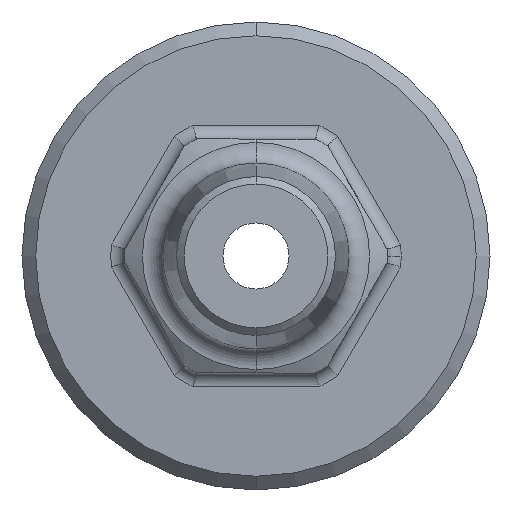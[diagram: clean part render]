
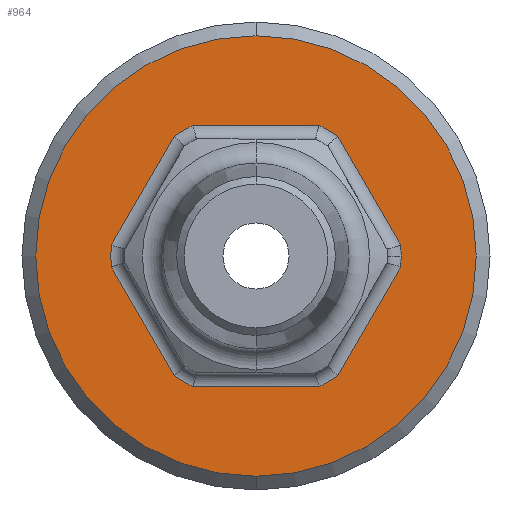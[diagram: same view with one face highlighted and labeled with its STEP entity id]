
A CAD part, front view. The second image highlights one B-rep face of the part: STEP entity #964.
In plain terms, the highlighted planar face has unit normal (0, -1, 0).
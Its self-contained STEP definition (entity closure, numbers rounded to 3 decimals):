
#239 = CARTESIAN_POINT ( 'NONE',  ( 10.539, -6.8, 0. ) ) ;
#257 = DIRECTION ( 'NONE',  ( 0., 0., 1. ) ) ;
#258 = DIRECTION ( 'NONE',  ( 0., 1., 0. ) ) ;
#259 = CARTESIAN_POINT ( 'NONE',  ( 0., -6.8, 0. ) ) ;
#260 = AXIS2_PLACEMENT_3D ( 'NONE', #259, #258, #257 ) ;
#261 = CIRCLE ( 'NONE', #260, 16. ) ;
#262 = CARTESIAN_POINT ( 'NONE',  ( 0., -6.8, 16. ) ) ;
#270 = CARTESIAN_POINT ( 'NONE',  ( 0., -6.8, -16. ) ) ;
#366 = DIRECTION ( 'NONE',  ( 0., 1., 0. ) ) ;
#367 = CARTESIAN_POINT ( 'NONE',  ( 0., -6.8, 0. ) ) ;
#368 = AXIS2_PLACEMENT_3D ( 'NONE', #367, #366, #423 ) ;
#369 = CIRCLE ( 'NONE', #368, 10.539 ) ;
#380 = CARTESIAN_POINT ( 'NONE',  ( 10.509, -6.8, 0.798 ) ) ;
#423 = DIRECTION ( 'NONE',  ( 1., 0., 0. ) ) ;
#754 = DIRECTION ( 'NONE',  ( 0., -1., 0. ) ) ;
#773 = EDGE_CURVE ( 'NONE', #970, #908, #1324, .T. ) ;
#776 = ORIENTED_EDGE ( 'NONE', *, *, #943, .T. ) ;
#777 = ORIENTED_EDGE ( 'NONE', *, *, #2233, .T. ) ;
#778 = ORIENTED_EDGE ( 'NONE', *, *, #952, .T. ) ;
#779 = ORIENTED_EDGE ( 'NONE', *, *, #927, .T. ) ;
#780 = ORIENTED_EDGE ( 'NONE', *, *, #893, .T. ) ;
#781 = ORIENTED_EDGE ( 'NONE', *, *, #907, .T. ) ;
#782 = ORIENTED_EDGE ( 'NONE', *, *, #884, .T. ) ;
#783 = ORIENTED_EDGE ( 'NONE', *, *, #773, .T. ) ;
#882 = VERTEX_POINT ( 'NONE', #1507 ) ;
#884 = EDGE_CURVE ( 'NONE', #2151, #882, #1559, .T. ) ;
#891 = VERTEX_POINT ( 'NONE', #1548 ) ;
#893 = EDGE_CURVE ( 'NONE', #905, #891, #1532, .T. ) ;
#905 = VERTEX_POINT ( 'NONE', #1579 ) ;
#907 = EDGE_CURVE ( 'NONE', #908, #905, #1578, .T. ) ;
#908 = VERTEX_POINT ( 'NONE', #1625 ) ;
#924 = VERTEX_POINT ( 'NONE', #1597 ) ;
#927 = EDGE_CURVE ( 'NONE', #941, #951, #1644, .T. ) ;
#933 = VERTEX_POINT ( 'NONE', #1632 ) ;
#935 = EDGE_CURVE ( 'NONE', #951, #933, #1682, .T. ) ;
#941 = VERTEX_POINT ( 'NONE', #1671 ) ;
#943 = EDGE_CURVE ( 'NONE', #882, #941, #1670, .T. ) ;
#951 = VERTEX_POINT ( 'NONE', #1714 ) ;
#952 = EDGE_CURVE ( 'NONE', #891, #2230, #1713, .T. ) ;
#964 = ADVANCED_FACE ( 'NONE', ( #1688, #1687 ), #1686, .T. ) ;
#970 = VERTEX_POINT ( 'NONE', #1743 ) ;
#972 = EDGE_CURVE ( 'NONE', #986, #970, #1742, .T. ) ;
#978 = EDGE_CURVE ( 'NONE', #995, #924, #1728, .T. ) ;
#986 = VERTEX_POINT ( 'NONE', #1772 ) ;
#988 = EDGE_CURVE ( 'NONE', #924, #986, #1761, .T. ) ;
#995 = VERTEX_POINT ( 'NONE', #1810 ) ;
#997 = EDGE_CURVE ( 'NONE', #933, #995, #1797, .T. ) ;
#1317 = DIRECTION ( 'NONE',  ( 0., 1., 0. ) ) ;
#1318 = CARTESIAN_POINT ( 'NONE',  ( 0., -6.8, 0. ) ) ;
#1319 = AXIS2_PLACEMENT_3D ( 'NONE', #1318, #1317, #1379 ) ;
#1324 = CIRCLE ( 'NONE', #1319, 10.539 ) ;
#1379 = DIRECTION ( 'NONE',  ( 0., 0., -1. ) ) ;
#1442 = CARTESIAN_POINT ( 'NONE',  ( 11.5, -6.8, 0. ) ) ;
#1443 = AXIS2_PLACEMENT_3D ( 'NONE', #1442, #754, #2226 ) ;
#1507 = CARTESIAN_POINT ( 'NONE',  ( 10.509, -6.8, -0.798 ) ) ;
#1509 = CARTESIAN_POINT ( 'NONE',  ( 0., -6.8, 0. ) ) ;
#1532 = CIRCLE ( 'NONE', #1546, 10.539 ) ;
#1543 = DIRECTION ( 'NONE',  ( 0., 0., -1. ) ) ;
#1544 = DIRECTION ( 'NONE',  ( 0., 1., 0. ) ) ;
#1545 = CARTESIAN_POINT ( 'NONE',  ( 0., -6.8, 0. ) ) ;
#1546 = AXIS2_PLACEMENT_3D ( 'NONE', #1545, #1544, #1543 ) ;
#1548 = CARTESIAN_POINT ( 'NONE',  ( 5.945, -6.8, 8.702 ) ) ;
#1556 = DIRECTION ( 'NONE',  ( 1., 0., 0. ) ) ;
#1557 = DIRECTION ( 'NONE',  ( 0., 1., 0. ) ) ;
#1558 = AXIS2_PLACEMENT_3D ( 'NONE', #1509, #1557, #1556 ) ;
#1559 = CIRCLE ( 'NONE', #1558, 10.539 ) ;
#1576 = VECTOR ( 'NONE', #1626, 1000. ) ;
#1577 = CARTESIAN_POINT ( 'NONE',  ( 11.5, -6.8, 9.5 ) ) ;
#1578 = LINE ( 'NONE', #1577, #1576 ) ;
#1579 = CARTESIAN_POINT ( 'NONE',  ( 4.564, -6.8, 9.5 ) ) ;
#1597 = CARTESIAN_POINT ( 'NONE',  ( -10.509, -6.8, -0.798 ) ) ;
#1625 = CARTESIAN_POINT ( 'NONE',  ( -4.564, -6.8, 9.5 ) ) ;
#1626 = DIRECTION ( 'NONE',  ( 1., 0., 0. ) ) ;
#1632 = CARTESIAN_POINT ( 'NONE',  ( -4.564, -6.8, -9.5 ) ) ;
#1640 = DIRECTION ( 'NONE',  ( 0., 0., -1. ) ) ;
#1641 = DIRECTION ( 'NONE',  ( 0., 1., 0. ) ) ;
#1642 = CARTESIAN_POINT ( 'NONE',  ( 0., -6.8, 0. ) ) ;
#1643 = AXIS2_PLACEMENT_3D ( 'NONE', #1642, #1641, #1640 ) ;
#1644 = CIRCLE ( 'NONE', #1643, 10.539 ) ;
#1659 = DIRECTION ( 'NONE',  ( -0.5, 0., -0.866 ) ) ;
#1660 = VECTOR ( 'NONE', #1659, 1000. ) ;
#1661 = CARTESIAN_POINT ( 'NONE',  ( 10.509, -6.8, -0.798 ) ) ;
#1670 = LINE ( 'NONE', #1661, #1660 ) ;
#1671 = CARTESIAN_POINT ( 'NONE',  ( 5.945, -6.8, -8.702 ) ) ;
#1679 = DIRECTION ( 'NONE',  ( -1., 0., 0. ) ) ;
#1680 = VECTOR ( 'NONE', #1679, 1000. ) ;
#1681 = CARTESIAN_POINT ( 'NONE',  ( 11.5, -6.8, -9.5 ) ) ;
#1682 = LINE ( 'NONE', #1681, #1680 ) ;
#1686 = PLANE ( 'NONE',  #1443 ) ;
#1687 = FACE_OUTER_BOUND ( 'NONE', #1944, .T. ) ;
#1688 = FACE_BOUND ( 'NONE', #1718, .T. ) ;
#1700 = DIRECTION ( 'NONE',  ( 0.5, 0., -0.866 ) ) ;
#1711 = VECTOR ( 'NONE', #1700, 1000. ) ;
#1712 = CARTESIAN_POINT ( 'NONE',  ( 5.945, -6.8, 8.702 ) ) ;
#1713 = LINE ( 'NONE', #1712, #1711 ) ;
#1714 = CARTESIAN_POINT ( 'NONE',  ( 4.564, -6.8, -9.5 ) ) ;
#1717 = ORIENTED_EDGE ( 'NONE', *, *, #972, .T. ) ;
#1718 = EDGE_LOOP ( 'NONE', ( #1717, #783, #781, #780, #778, #777, #782, #776, #779, #1949, #1946, #1947, #1945 ) ) ;
#1721 = DIRECTION ( 'NONE',  ( -0.5, 0., 0.866 ) ) ;
#1722 = VECTOR ( 'NONE', #1721, 1000. ) ;
#1723 = CARTESIAN_POINT ( 'NONE',  ( -5.945, -6.8, -8.702 ) ) ;
#1728 = LINE ( 'NONE', #1723, #1722 ) ;
#1731 = DIRECTION ( 'NONE',  ( 0.5, 0., 0.866 ) ) ;
#1732 = VECTOR ( 'NONE', #1731, 1000. ) ;
#1733 = CARTESIAN_POINT ( 'NONE',  ( -10.509, -6.8, 0.798 ) ) ;
#1742 = LINE ( 'NONE', #1733, #1732 ) ;
#1743 = CARTESIAN_POINT ( 'NONE',  ( -5.945, -6.8, 8.702 ) ) ;
#1757 = DIRECTION ( 'NONE',  ( 1., 0., 0. ) ) ;
#1758 = DIRECTION ( 'NONE',  ( 0., 1., 0. ) ) ;
#1759 = CARTESIAN_POINT ( 'NONE',  ( 0., -6.8, 0. ) ) ;
#1760 = AXIS2_PLACEMENT_3D ( 'NONE', #1759, #1758, #1757 ) ;
#1761 = CIRCLE ( 'NONE', #1760, 10.539 ) ;
#1772 = CARTESIAN_POINT ( 'NONE',  ( -10.509, -6.8, 0.798 ) ) ;
#1782 = DIRECTION ( 'NONE',  ( 0., 0., 1. ) ) ;
#1783 = DIRECTION ( 'NONE',  ( 0., 1., 0. ) ) ;
#1784 = CARTESIAN_POINT ( 'NONE',  ( 0., -6.8, 0. ) ) ;
#1785 = AXIS2_PLACEMENT_3D ( 'NONE', #1784, #1783, #1782 ) ;
#1786 = CIRCLE ( 'NONE', #1785, 16. ) ;
#1794 = DIRECTION ( 'NONE',  ( 0., 0., -1. ) ) ;
#1795 = DIRECTION ( 'NONE',  ( 0., 1., 0. ) ) ;
#1796 = AXIS2_PLACEMENT_3D ( 'NONE', #1808, #1795, #1794 ) ;
#1797 = CIRCLE ( 'NONE', #1796, 10.539 ) ;
#1808 = CARTESIAN_POINT ( 'NONE',  ( 0., -6.8, 0. ) ) ;
#1810 = CARTESIAN_POINT ( 'NONE',  ( -5.945, -6.8, -8.702 ) ) ;
#1941 = ORIENTED_EDGE ( 'NONE', *, *, #1942, .F. ) ;
#1942 = EDGE_CURVE ( 'NONE', #2172, #2177, #1786, .T. ) ;
#1943 = ORIENTED_EDGE ( 'NONE', *, *, #2178, .F. ) ;
#1944 = EDGE_LOOP ( 'NONE', ( #1943, #1941 ) ) ;
#1945 = ORIENTED_EDGE ( 'NONE', *, *, #988, .T. ) ;
#1946 = ORIENTED_EDGE ( 'NONE', *, *, #997, .T. ) ;
#1947 = ORIENTED_EDGE ( 'NONE', *, *, #978, .T. ) ;
#1949 = ORIENTED_EDGE ( 'NONE', *, *, #935, .T. ) ;
#2151 = VERTEX_POINT ( 'NONE', #239 ) ;
#2172 = VERTEX_POINT ( 'NONE', #270 ) ;
#2177 = VERTEX_POINT ( 'NONE', #262 ) ;
#2178 = EDGE_CURVE ( 'NONE', #2177, #2172, #261, .T. ) ;
#2226 = DIRECTION ( 'NONE',  ( 0., 0., -1. ) ) ;
#2230 = VERTEX_POINT ( 'NONE', #380 ) ;
#2233 = EDGE_CURVE ( 'NONE', #2230, #2151, #369, .T. ) ;
